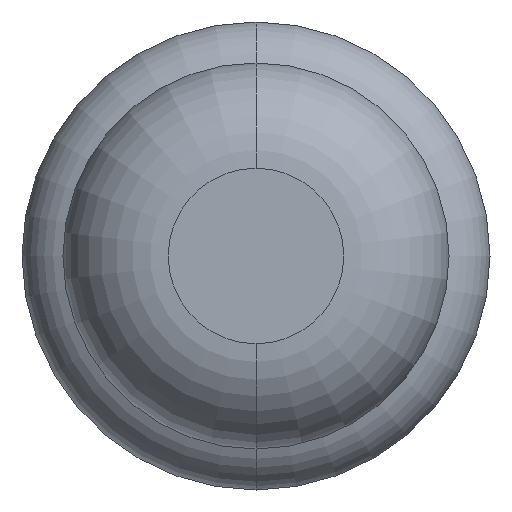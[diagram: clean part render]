
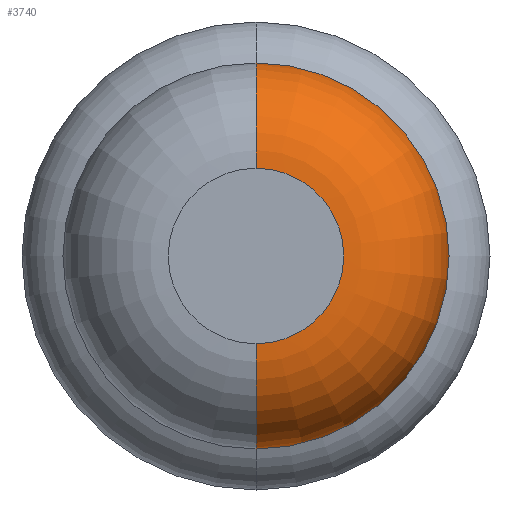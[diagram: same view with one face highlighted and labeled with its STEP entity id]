
A CAD part, front view. The second image highlights one B-rep face of the part: STEP entity #3740.
In plain terms, the highlighted toroidal (fillet/blend) face has major radius 0.375 mm and minor radius 0.45 mm.
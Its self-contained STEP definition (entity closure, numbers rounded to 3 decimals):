
#53 = CIRCLE ( 'NONE', #239, 0.45 ) ;
#239 = AXIS2_PLACEMENT_3D ( 'NONE', #4537, #2282, #3048 ) ;
#336 = DIRECTION ( 'NONE',  ( 0., 0., 1. ) ) ;
#441 = DIRECTION ( 'NONE',  ( 0., 0., 1. ) ) ;
#621 = ORIENTED_EDGE ( 'NONE', *, *, #951, .T. ) ;
#823 = CARTESIAN_POINT ( 'NONE',  ( 0., -28.55, 0.825 ) ) ;
#951 = EDGE_CURVE ( 'NONE', #2324, #4810, #53, .T. ) ;
#971 = VERTEX_POINT ( 'NONE', #1505 ) ;
#1350 = FACE_OUTER_BOUND ( 'NONE', #2197, .T. ) ;
#1363 = EDGE_CURVE ( 'NONE', #971, #2373, #2640, .T. ) ;
#1504 = CARTESIAN_POINT ( 'NONE',  ( 0., -28.55, -0.825 ) ) ;
#1505 = CARTESIAN_POINT ( 'NONE',  ( 0., -29., 0.375 ) ) ;
#1600 = CARTESIAN_POINT ( 'NONE',  ( 0., -29., 0. ) ) ;
#1729 = CARTESIAN_POINT ( 'NONE',  ( 0., -28.55, 0. ) ) ;
#1810 = CARTESIAN_POINT ( 'NONE',  ( 0., -29., -0.375 ) ) ;
#1859 = DIRECTION ( 'NONE',  ( 0., 0., 1. ) ) ;
#2004 = DIRECTION ( 'NONE',  ( 0., 1., 0. ) ) ;
#2046 = ORIENTED_EDGE ( 'NONE', *, *, #3291, .T. ) ;
#2091 = EDGE_CURVE ( 'Defeature ausgef�hrt1_9+Defeature ausgef�hrt1_8+Defeature ausgef�hrt1_8+Defeature ausgef�hrt1_8', #2373, #4810, #2917, .T. ) ;
#2163 = DIRECTION ( 'NONE',  ( -1., 0., 0. ) ) ;
#2197 = EDGE_LOOP ( 'NONE', ( #2046, #621, #2717, #3130 ) ) ;
#2248 = AXIS2_PLACEMENT_3D ( 'NONE', #2492, #3722, #1859 ) ;
#2282 = DIRECTION ( 'NONE',  ( 1., 0., 0. ) ) ;
#2324 = VERTEX_POINT ( 'NONE', #1810 ) ;
#2373 = VERTEX_POINT ( 'NONE', #823 ) ;
#2384 = CARTESIAN_POINT ( 'NONE',  ( 0., -28.55, 0.375 ) ) ;
#2473 = DIRECTION ( 'NONE',  ( 0., 1., 0. ) ) ;
#2492 = CARTESIAN_POINT ( 'NONE',  ( 0., -28.55, 0. ) ) ;
#2577 = CIRCLE ( 'NONE', #4688, 0.375 ) ;
#2640 = CIRCLE ( 'NONE', #3682, 0.45 ) ;
#2717 = ORIENTED_EDGE ( 'NONE', *, *, #2091, .F. ) ;
#2917 = CIRCLE ( 'NONE', #3034, 0.825 ) ;
#3034 = AXIS2_PLACEMENT_3D ( 'NONE', #1729, #2473, #336 ) ;
#3048 = DIRECTION ( 'NONE',  ( 0., 0., -1. ) ) ;
#3130 = ORIENTED_EDGE ( 'NONE', *, *, #1363, .F. ) ;
#3291 = EDGE_CURVE ( 'Defeature ausgef�hrt1_8+Defeature ausgef�hrt1_7+Defeature ausgef�hrt1_7+Defeature ausgef�hrt1_7', #971, #2324, #2577, .T. ) ;
#3538 = DIRECTION ( 'NONE',  ( 0., 0., 1. ) ) ;
#3682 = AXIS2_PLACEMENT_3D ( 'NONE', #2384, #2163, #441 ) ;
#3722 = DIRECTION ( 'NONE',  ( 0., 1., 0. ) ) ;
#3740 = ADVANCED_FACE ( 'Defeature ausgef�hrt1_8', ( #1350 ), #3940, .T. ) ;
#3940 = TOROIDAL_SURFACE ( 'NONE', #2248, 0.375, 0.45 ) ;
#4537 = CARTESIAN_POINT ( 'NONE',  ( 0., -28.55, -0.375 ) ) ;
#4688 = AXIS2_PLACEMENT_3D ( 'NONE', #1600, #2004, #3538 ) ;
#4810 = VERTEX_POINT ( 'NONE', #1504 ) ;
